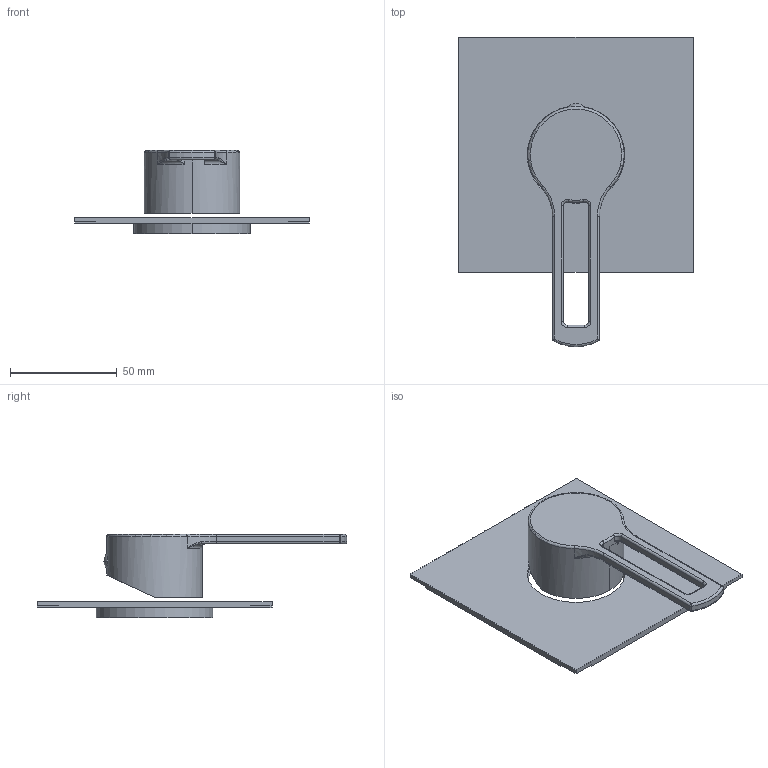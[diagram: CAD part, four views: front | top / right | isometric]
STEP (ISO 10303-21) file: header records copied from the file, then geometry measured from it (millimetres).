
FILE_DESCRIPTION((''),'2;1');
FILE_NAME('RIN010CR-MEST','2021-11-05T08:50:37',('ut3'),('PAFFONI SpA'),'CREO PARAMETRIC BY PTC INC, 2020044','CREO PARAMETRIC BY PTC INC, 2020044','');
FILE_SCHEMA(('CONFIG_CONTROL_DESIGN','SHAPE_APPEARANCE_LAYERS_GROUPS'));
Length unit declared in the file: millimetre
Products named in the file (1): RIN010CR-MEST
Bounding box: 110 x 145 x 39 mm (x, y, z)
Volume: 43959 mm3; surface area: 39640.5 mm2
Topology: 2 solids, 2 shells, 251 faces, 595 edges, 348 vertices
Faces by surface type: plane 81, cylinder 71, torus 38, sphere 22, bspline 22, cone 17
Entity records: 11105 total; most frequent: CARTESIAN_POINT 3611, DIRECTION 1209, ORIENTED_EDGE 1186, EDGE_CURVE 593, AXIS2_PLACEMENT_3D 480, VERTEX_POINT 348, EDGE_LOOP 265, FACE_OUTER_BOUND 251
